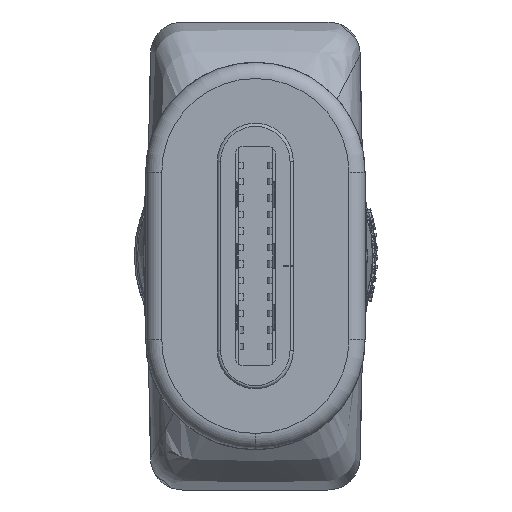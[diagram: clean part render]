
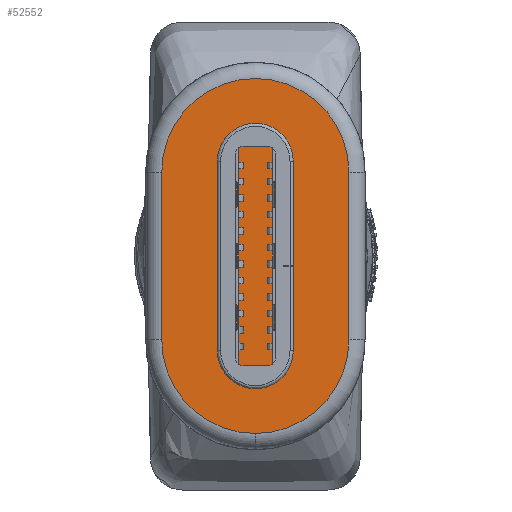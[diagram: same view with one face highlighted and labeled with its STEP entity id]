
A CAD part, left-side view. The second image highlights one B-rep face of the part: STEP entity #52552.
In plain terms, the highlighted planar face has unit normal (-1, 0, 0).
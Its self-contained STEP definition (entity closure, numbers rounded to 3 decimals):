
#723 = DIRECTION ( 'NONE',  ( 0., 0., -1. ) ) ;
#1716 = VECTOR ( 'NONE', #15673, 1000. ) ;
#3930 = PLANE ( 'NONE',  #61912 ) ;
#5316 = VECTOR ( 'NONE', #21876, 1000. ) ;
#6270 = EDGE_CURVE ( 'NONE', #49449, #42059, #38422, .T. ) ;
#6428 = AXIS2_PLACEMENT_3D ( 'NONE', #39002, #39344, #13811 ) ;
#7171 = EDGE_CURVE ( 'NONE', #57149, #47626, #46029, .T. ) ;
#9129 = CARTESIAN_POINT ( 'NONE',  ( 0., 0., 2.6 ) ) ;
#13811 = DIRECTION ( 'NONE',  ( 0., 0., -1. ) ) ;
#14275 = FACE_OUTER_BOUND ( 'NONE', #33164, .T. ) ;
#14411 = CARTESIAN_POINT ( 'NONE',  ( 0., 0., -2.6 ) ) ;
#15673 = DIRECTION ( 'NONE',  ( 0., 0., 1. ) ) ;
#16648 = ORIENTED_EDGE ( 'NONE', *, *, #35348, .T. ) ;
#20744 = CIRCLE ( 'NONE', #31797, 2.9 ) ;
#21362 = DIRECTION ( 'NONE',  ( -1., 0., 0. ) ) ;
#21876 = DIRECTION ( 'NONE',  ( 0., 0., -1. ) ) ;
#22319 = ORIENTED_EDGE ( 'NONE', *, *, #7171, .T. ) ;
#26750 = CARTESIAN_POINT ( 'NONE',  ( 0., 0., -5.5 ) ) ;
#27235 = CARTESIAN_POINT ( 'NONE',  ( 0., 0., -2.6 ) ) ;
#29568 = CARTESIAN_POINT ( 'NONE',  ( 0., -2.9, 2.6 ) ) ;
#30164 = DIRECTION ( 'NONE',  ( 1., 0., 0. ) ) ;
#30201 = CARTESIAN_POINT ( 'NONE',  ( 0., -2.9, 2.6 ) ) ;
#31797 = AXIS2_PLACEMENT_3D ( 'NONE', #14411, #52699, #61973 ) ;
#32053 = VERTEX_POINT ( 'NONE', #46607 ) ;
#33164 = EDGE_LOOP ( 'NONE', ( #64004, #36304, #16648, #22319, #54229 ) ) ;
#35348 = EDGE_CURVE ( 'NONE', #42059, #57149, #41552, .T. ) ;
#36304 = ORIENTED_EDGE ( 'NONE', *, *, #6270, .T. ) ;
#38422 = CIRCLE ( 'NONE', #56038, 2.9 ) ;
#39002 = CARTESIAN_POINT ( 'NONE',  ( 0., 0., 2.6 ) ) ;
#39344 = DIRECTION ( 'NONE',  ( -1., 0., 0. ) ) ;
#41552 = LINE ( 'NONE', #30201, #1716 ) ;
#42059 = VERTEX_POINT ( 'NONE', #63363 ) ;
#46029 = CIRCLE ( 'NONE', #6428, 2.9 ) ;
#46607 = CARTESIAN_POINT ( 'NONE',  ( 0., 2.9, -2.6 ) ) ;
#47223 = DIRECTION ( 'NONE',  ( 0., 0., -1. ) ) ;
#47626 = VERTEX_POINT ( 'NONE', #53473 ) ;
#48425 = LINE ( 'NONE', #63931, #5316 ) ;
#49449 = VERTEX_POINT ( 'NONE', #26750 ) ;
#52552 = ADVANCED_FACE ( 'NONE', ( #14275 ), #3930, .F. ) ;
#52699 = DIRECTION ( 'NONE',  ( -1., 0., 0. ) ) ;
#53473 = CARTESIAN_POINT ( 'NONE',  ( 0., 2.9, 2.6 ) ) ;
#54229 = ORIENTED_EDGE ( 'NONE', *, *, #65616, .T. ) ;
#56038 = AXIS2_PLACEMENT_3D ( 'NONE', #27235, #21362, #47223 ) ;
#57149 = VERTEX_POINT ( 'NONE', #29568 ) ;
#61912 = AXIS2_PLACEMENT_3D ( 'NONE', #9129, #30164, #723 ) ;
#61973 = DIRECTION ( 'NONE',  ( 0., 0., -1. ) ) ;
#63363 = CARTESIAN_POINT ( 'NONE',  ( 0., -2.9, -2.6 ) ) ;
#63931 = CARTESIAN_POINT ( 'NONE',  ( 0., 2.9, 2.6 ) ) ;
#64004 = ORIENTED_EDGE ( 'NONE', *, *, #67777, .T. ) ;
#65616 = EDGE_CURVE ( 'NONE', #47626, #32053, #48425, .T. ) ;
#67777 = EDGE_CURVE ( 'NONE', #32053, #49449, #20744, .T. ) ;
